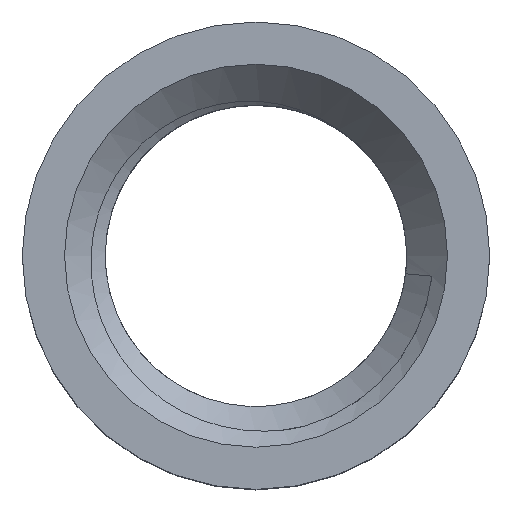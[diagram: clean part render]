
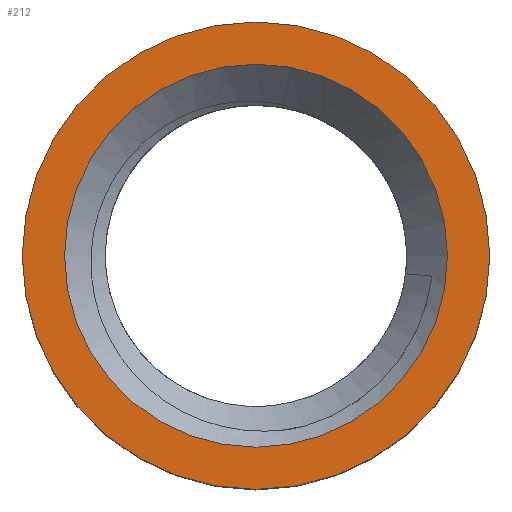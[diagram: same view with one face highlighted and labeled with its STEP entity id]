
A CAD part, top view. The second image highlights one B-rep face of the part: STEP entity #212.
In plain terms, the highlighted planar face has unit normal (0, 0, 1).
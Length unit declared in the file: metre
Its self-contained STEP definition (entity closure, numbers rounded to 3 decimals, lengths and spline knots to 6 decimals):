
#47=ORIENTED_EDGE('',*,*,#92,.T.);
#48=ORIENTED_EDGE('',*,*,#91,.T.);
#91=EDGE_CURVE('',#115,#115,#135,.T.);
#92=EDGE_CURVE('',#116,#116,#136,.F.);
#115=VERTEX_POINT('',#359);
#116=VERTEX_POINT('',#362);
#135=CIRCLE('',#252,0.0155);
#136=CIRCLE('',#254,0.0127);
#155=EDGE_LOOP('',(#47));
#156=EDGE_LOOP('',(#48));
#185=FACE_BOUND('',#155,.T.);
#186=FACE_BOUND('',#156,.T.);
#204=PLANE('',#253);
#212=ADVANCED_FACE('',(#185,#186),#204,.T.);
#252=AXIS2_PLACEMENT_3D('',#358,#302,#303);
#253=AXIS2_PLACEMENT_3D('',#360,#304,#305);
#254=AXIS2_PLACEMENT_3D('',#361,#306,#307);
#302=DIRECTION('',(0.,0.,1.));
#303=DIRECTION('',(1.,0.,0.));
#304=DIRECTION('',(0.,0.,1.));
#305=DIRECTION('',(1.,0.,0.));
#306=DIRECTION('',(0.,0.,1.));
#307=DIRECTION('',(1.,0.,0.));
#358=CARTESIAN_POINT('',(0.,0.,0.022));
#359=CARTESIAN_POINT('',(0.0155,0.,0.022));
#360=CARTESIAN_POINT('',(0.01275,0.,0.022));
#361=CARTESIAN_POINT('',(0.,0.,0.022));
#362=CARTESIAN_POINT('',(0.0127,0.,0.022));
